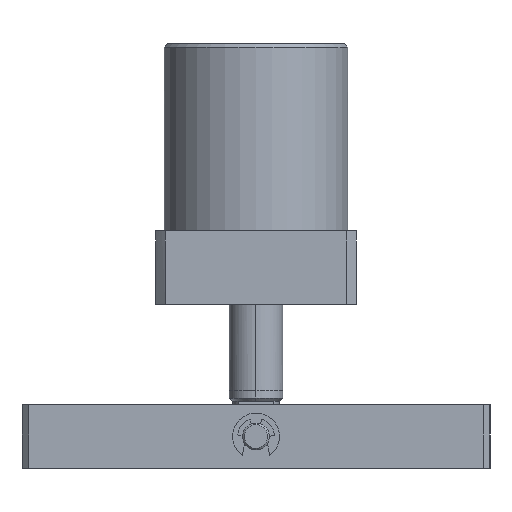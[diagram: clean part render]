
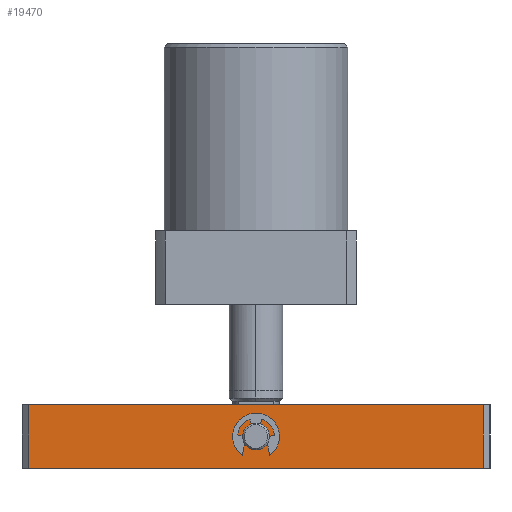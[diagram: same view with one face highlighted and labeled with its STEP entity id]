
A CAD part, front view. The second image highlights one B-rep face of the part: STEP entity #19470.
In plain terms, the highlighted planar face has unit normal (0, -1, 0).
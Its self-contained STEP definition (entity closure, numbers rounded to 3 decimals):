
#1442 = DIRECTION ( 'NONE',  ( 1., 0., 0. ) ) ;
#2073 = VERTEX_POINT ( 'NONE', #6030 ) ;
#2305 = EDGE_CURVE ( 'NONE', #33099, #12735, #17162, .T. ) ;
#2750 = VECTOR ( 'NONE', #12074, 1000. ) ;
#3769 = CARTESIAN_POINT ( 'NONE',  ( 13530.757, 2336.591, 19. ) ) ;
#4399 = CARTESIAN_POINT ( 'NONE',  ( 13394.757, 2336.591, 19. ) ) ;
#4682 = CARTESIAN_POINT ( 'NONE',  ( 13530.757, 2336.591, 19. ) ) ;
#4825 = FACE_OUTER_BOUND ( 'NONE', #28054, .T. ) ;
#5039 = CARTESIAN_POINT ( 'NONE',  ( 13462.757, 2336.591, 9.5 ) ) ;
#5665 = ORIENTED_EDGE ( 'NONE', *, *, #12230, .F. ) ;
#5970 = CIRCLE ( 'NONE', #24878, 4. ) ;
#6030 = CARTESIAN_POINT ( 'NONE',  ( 13394.757, 2336.591, 19. ) ) ;
#6346 = ORIENTED_EDGE ( 'NONE', *, *, #29964, .T. ) ;
#7117 = DIRECTION ( 'NONE',  ( 0., 1., 0. ) ) ;
#7546 = EDGE_CURVE ( 'NONE', #2073, #12735, #18801, .T. ) ;
#7771 = DIRECTION ( 'NONE',  ( 0., 0., 1. ) ) ;
#8094 = LINE ( 'NONE', #32314, #21641 ) ;
#8441 = DIRECTION ( 'NONE',  ( 0., -1., 0. ) ) ;
#9018 = CARTESIAN_POINT ( 'NONE',  ( 13462.757, 2336.591, 13.5 ) ) ;
#10055 = CARTESIAN_POINT ( 'NONE',  ( 13530.757, 2336.591, 0. ) ) ;
#10642 = VERTEX_POINT ( 'NONE', #23610 ) ;
#11586 = VECTOR ( 'NONE', #1442, 1000. ) ;
#12074 = DIRECTION ( 'NONE',  ( 0., 0., 1. ) ) ;
#12230 = EDGE_CURVE ( 'NONE', #29217, #2073, #28496, .T. ) ;
#12735 = VERTEX_POINT ( 'NONE', #4682 ) ;
#12883 = FACE_BOUND ( 'NONE', #32762, .T. ) ;
#15688 = EDGE_CURVE ( 'NONE', #10642, #27641, #5970, .T. ) ;
#16056 = DIRECTION ( 'NONE',  ( 1., 0., 0. ) ) ;
#16300 = ORIENTED_EDGE ( 'NONE', *, *, #7546, .F. ) ;
#17142 = DIRECTION ( 'NONE',  ( 0., 0., 1. ) ) ;
#17162 = LINE ( 'NONE', #3769, #2750 ) ;
#17399 = AXIS2_PLACEMENT_3D ( 'NONE', #4399, #7117, #26084 ) ;
#17466 = AXIS2_PLACEMENT_3D ( 'NONE', #24670, #8441, #27403 ) ;
#17489 = CIRCLE ( 'NONE', #17466, 4. ) ;
#17654 = CARTESIAN_POINT ( 'NONE',  ( 0., 2336.591, 19. ) ) ;
#18801 = LINE ( 'NONE', #17654, #11586 ) ;
#19470 = ADVANCED_FACE ( 'NONE', ( #12883, #4825 ), #20609, .F. ) ;
#20394 = ORIENTED_EDGE ( 'NONE', *, *, #2305, .T. ) ;
#20609 = PLANE ( 'NONE',  #17399 ) ;
#21268 = VECTOR ( 'NONE', #17142, 1000. ) ;
#21641 = VECTOR ( 'NONE', #16056, 1000. ) ;
#22221 = EDGE_CURVE ( 'NONE', #27641, #10642, #17489, .T. ) ;
#23610 = CARTESIAN_POINT ( 'NONE',  ( 13462.757, 2336.591, 5.5 ) ) ;
#23991 = DIRECTION ( 'NONE',  ( 0., -1., 0. ) ) ;
#24670 = CARTESIAN_POINT ( 'NONE',  ( 13462.757, 2336.591, 9.5 ) ) ;
#24878 = AXIS2_PLACEMENT_3D ( 'NONE', #5039, #23991, #7771 ) ;
#25491 = ORIENTED_EDGE ( 'NONE', *, *, #22221, .F. ) ;
#26084 = DIRECTION ( 'NONE',  ( 0., 0., 1. ) ) ;
#26436 = CARTESIAN_POINT ( 'NONE',  ( 13394.757, 2336.591, 0. ) ) ;
#27403 = DIRECTION ( 'NONE',  ( 0., 0., 1. ) ) ;
#27641 = VERTEX_POINT ( 'NONE', #9018 ) ;
#27932 = CARTESIAN_POINT ( 'NONE',  ( 13394.757, 2336.591, 19. ) ) ;
#28054 = EDGE_LOOP ( 'NONE', ( #16300, #5665, #6346, #20394 ) ) ;
#28496 = LINE ( 'NONE', #27932, #21268 ) ;
#29217 = VERTEX_POINT ( 'NONE', #26436 ) ;
#29964 = EDGE_CURVE ( 'NONE', #29217, #33099, #8094, .T. ) ;
#32314 = CARTESIAN_POINT ( 'NONE',  ( 0., 2336.591, 0. ) ) ;
#32762 = EDGE_LOOP ( 'NONE', ( #25491, #34432 ) ) ;
#33099 = VERTEX_POINT ( 'NONE', #10055 ) ;
#34432 = ORIENTED_EDGE ( 'NONE', *, *, #15688, .F. ) ;
